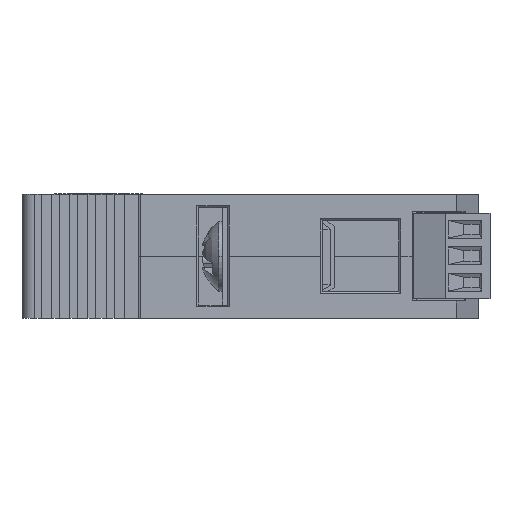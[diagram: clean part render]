
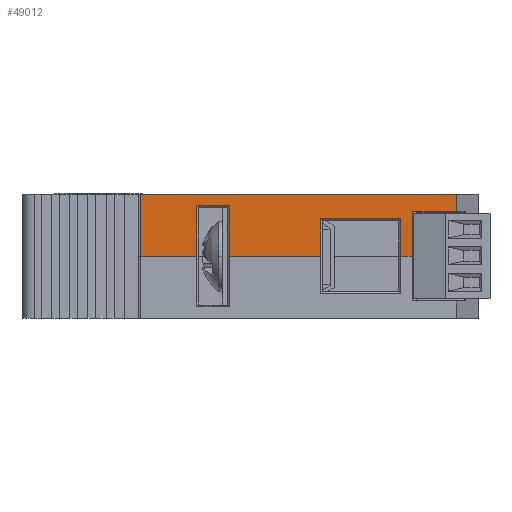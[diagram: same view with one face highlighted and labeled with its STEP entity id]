
A CAD part, left-side view. The second image highlights one B-rep face of the part: STEP entity #49012.
In plain terms, the highlighted planar face has unit normal (-1, 0, 0).
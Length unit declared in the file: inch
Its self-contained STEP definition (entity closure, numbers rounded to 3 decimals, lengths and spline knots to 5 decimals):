
#373 = DIRECTION ( 'NONE',  ( 0., 0., 1. ) ) ;
#503 = AXIS2_PLACEMENT_3D ( 'NONE', #87102, #57201, #79576 ) ;
#1491 = VECTOR ( 'NONE', #62057, 39.37008 ) ;
#3434 = LINE ( 'NONE', #87038, #88127 ) ;
#4600 = PLANE ( 'NONE',  #503 ) ;
#6072 = EDGE_CURVE ( 'NONE', #57878, #20742, #21475, .T. ) ;
#8317 = ORIENTED_EDGE ( 'NONE', *, *, #39081, .T. ) ;
#8346 = DIRECTION ( 'NONE',  ( 0., -1., 0. ) ) ;
#9639 = CARTESIAN_POINT ( 'NONE',  ( -1.76825, 0.961, 0. ) ) ;
#12301 = CARTESIAN_POINT ( 'NONE',  ( -1.76825, 0.6305, 0.28525 ) ) ;
#12469 = VECTOR ( 'NONE', #13239, 39.37008 ) ;
#13162 = DIRECTION ( 'NONE',  ( 0., 0., 1. ) ) ;
#13239 = DIRECTION ( 'NONE',  ( 0., 0., -1. ) ) ;
#15272 = CARTESIAN_POINT ( 'NONE',  ( -1.76825, 0.961, 0. ) ) ;
#15804 = FACE_OUTER_BOUND ( 'NONE', #83319, .T. ) ;
#15878 = LINE ( 'NONE', #66254, #89993 ) ;
#16962 = CARTESIAN_POINT ( 'NONE',  ( -1.76825, 0.4475, 0.35075 ) ) ;
#18521 = VERTEX_POINT ( 'NONE', #30638 ) ;
#19788 = ORIENTED_EDGE ( 'NONE', *, *, #6072, .T. ) ;
#20220 = VECTOR ( 'NONE', #77538, 39.37008 ) ;
#20742 = VERTEX_POINT ( 'NONE', #77363 ) ;
#20905 = DIRECTION ( 'NONE',  ( 0., -1., 0. ) ) ;
#21475 = LINE ( 'NONE', #69960, #1491 ) ;
#21635 = DIRECTION ( 'NONE',  ( 0., 0., -1. ) ) ;
#21982 = CARTESIAN_POINT ( 'NONE',  ( -1.76825, 0.6305, 0. ) ) ;
#22260 = CARTESIAN_POINT ( 'NONE',  ( -1.76825, -0.586, -0.25225 ) ) ;
#23387 = VERTEX_POINT ( 'NONE', #92582 ) ;
#23423 = CARTESIAN_POINT ( 'NONE',  ( -1.76825, -0.068, 0. ) ) ;
#24311 = CARTESIAN_POINT ( 'NONE',  ( -1.76825, -0.068, 0.35075 ) ) ;
#25612 = CARTESIAN_POINT ( 'NONE',  ( -1.76825, 0.961, 0.35075 ) ) ;
#25781 = EDGE_CURVE ( 'NONE', #68941, #44975, #40141, .T. ) ;
#26232 = EDGE_CURVE ( 'NONE', #53765, #57878, #3434, .T. ) ;
#27121 = CARTESIAN_POINT ( 'NONE',  ( -1.76825, 0.951, 0. ) ) ;
#27689 = EDGE_CURVE ( 'NONE', #68941, #18521, #85435, .T. ) ;
#29785 = VECTOR ( 'NONE', #13162, 39.37008 ) ;
#30638 = CARTESIAN_POINT ( 'NONE',  ( -1.76825, -0.836, 0.35075 ) ) ;
#31006 = EDGE_CURVE ( 'NONE', #23387, #72458, #33450, .T. ) ;
#31485 = VECTOR ( 'NONE', #75562, 39.37008 ) ;
#32442 = LINE ( 'NONE', #88501, #12469 ) ;
#33450 = LINE ( 'NONE', #16962, #68729 ) ;
#34458 = DIRECTION ( 'NONE',  ( 0., 0., -1. ) ) ;
#36289 = CARTESIAN_POINT ( 'NONE',  ( -1.76825, -0.836, 0.25275 ) ) ;
#36535 = CARTESIAN_POINT ( 'NONE',  ( -1.76825, -0.5205, 0. ) ) ;
#36690 = CARTESIAN_POINT ( 'NONE',  ( -1.76825, 0.951, 0.35075 ) ) ;
#38105 = ORIENTED_EDGE ( 'NONE', *, *, #25781, .F. ) ;
#38493 = VERTEX_POINT ( 'NONE', #57146 ) ;
#39038 = VECTOR ( 'NONE', #80247, 39.37008 ) ;
#39081 = EDGE_CURVE ( 'NONE', #38493, #53765, #15878, .T. ) ;
#40141 = LINE ( 'NONE', #72668, #39038 ) ;
#40772 = EDGE_CURVE ( 'NONE', #50964, #23387, #94180, .T. ) ;
#42001 = ORIENTED_EDGE ( 'NONE', *, *, #27689, .T. ) ;
#42156 = EDGE_CURVE ( 'NONE', #77723, #88042, #32442, .T. ) ;
#42357 = VECTOR ( 'NONE', #73342, 39.37008 ) ;
#42724 = LINE ( 'NONE', #22260, #55662 ) ;
#44267 = ORIENTED_EDGE ( 'NONE', *, *, #26232, .T. ) ;
#44975 = VERTEX_POINT ( 'NONE', #60014 ) ;
#46295 = EDGE_CURVE ( 'NONE', #64642, #50964, #76823, .T. ) ;
#48038 = ORIENTED_EDGE ( 'NONE', *, *, #42156, .T. ) ;
#49012 = ADVANCED_FACE ( 'NONE', ( #15804 ), #4600, .F. ) ;
#49872 = ORIENTED_EDGE ( 'NONE', *, *, #31006, .T. ) ;
#50964 = VERTEX_POINT ( 'NONE', #12301 ) ;
#53765 = VERTEX_POINT ( 'NONE', #75125 ) ;
#54196 = VECTOR ( 'NONE', #70120, 39.37008 ) ;
#54327 = LINE ( 'NONE', #25612, #20220 ) ;
#54408 = VERTEX_POINT ( 'NONE', #23423 ) ;
#55662 = VECTOR ( 'NONE', #21635, 39.37008 ) ;
#56591 = CARTESIAN_POINT ( 'NONE',  ( -1.76825, 0.4475, 0. ) ) ;
#57146 = CARTESIAN_POINT ( 'NONE',  ( -1.76825, -0.068, 0.2115 ) ) ;
#57201 = DIRECTION ( 'NONE',  ( 1., 0., 0. ) ) ;
#57573 = CARTESIAN_POINT ( 'NONE',  ( -1.76825, 0.961, 0.28525 ) ) ;
#57878 = VERTEX_POINT ( 'NONE', #36535 ) ;
#59936 = ORIENTED_EDGE ( 'NONE', *, *, #46295, .T. ) ;
#60014 = CARTESIAN_POINT ( 'NONE',  ( -1.76825, -0.586, 0.25275 ) ) ;
#60905 = EDGE_CURVE ( 'NONE', #54408, #38493, #89205, .T. ) ;
#62057 = DIRECTION ( 'NONE',  ( 0., -1., 0. ) ) ;
#64642 = VERTEX_POINT ( 'NONE', #21982 ) ;
#66254 = CARTESIAN_POINT ( 'NONE',  ( -1.76825, 0.961, 0.2115 ) ) ;
#68729 = VECTOR ( 'NONE', #77072, 39.37008 ) ;
#68941 = VERTEX_POINT ( 'NONE', #36289 ) ;
#69051 = CARTESIAN_POINT ( 'NONE',  ( -1.76825, -0.836, -0.35075 ) ) ;
#69416 = VECTOR ( 'NONE', #8346, 39.37008 ) ;
#69960 = CARTESIAN_POINT ( 'NONE',  ( -1.76825, 0.961, 0. ) ) ;
#70120 = DIRECTION ( 'NONE',  ( 0., -1., 0. ) ) ;
#72458 = VERTEX_POINT ( 'NONE', #56591 ) ;
#72668 = CARTESIAN_POINT ( 'NONE',  ( -1.76825, -0.586, 0.25275 ) ) ;
#73342 = DIRECTION ( 'NONE',  ( 0., -1., 0. ) ) ;
#73898 = EDGE_CURVE ( 'NONE', #44975, #20742, #42724, .T. ) ;
#74096 = ORIENTED_EDGE ( 'NONE', *, *, #89162, .T. ) ;
#75125 = CARTESIAN_POINT ( 'NONE',  ( -1.76825, -0.5205, 0.2115 ) ) ;
#75243 = ORIENTED_EDGE ( 'NONE', *, *, #60905, .T. ) ;
#75562 = DIRECTION ( 'NONE',  ( 0., 0., 1. ) ) ;
#76823 = LINE ( 'NONE', #87453, #29785 ) ;
#77072 = DIRECTION ( 'NONE',  ( 0., 0., -1. ) ) ;
#77363 = CARTESIAN_POINT ( 'NONE',  ( -1.76825, -0.586, 0. ) ) ;
#77538 = DIRECTION ( 'NONE',  ( 0., -1., 0. ) ) ;
#77723 = VERTEX_POINT ( 'NONE', #36690 ) ;
#79576 = DIRECTION ( 'NONE',  ( 0., 1., 0. ) ) ;
#80247 = DIRECTION ( 'NONE',  ( 0., 1., 0. ) ) ;
#80714 = VECTOR ( 'NONE', #373, 39.37008 ) ;
#80756 = ORIENTED_EDGE ( 'NONE', *, *, #84266, .T. ) ;
#83319 = EDGE_LOOP ( 'NONE', ( #48038, #80756, #59936, #87412, #49872, #74096, #75243, #8317, #44267, #19788, #95424, #38105, #42001, #95533 ) ) ;
#83595 = LINE ( 'NONE', #15272, #69416 ) ;
#84266 = EDGE_CURVE ( 'NONE', #88042, #64642, #87128, .T. ) ;
#85435 = LINE ( 'NONE', #69051, #80714 ) ;
#87038 = CARTESIAN_POINT ( 'NONE',  ( -1.76825, -0.5205, 0.35075 ) ) ;
#87102 = CARTESIAN_POINT ( 'NONE',  ( -1.76825, 0.961, 0.35075 ) ) ;
#87128 = LINE ( 'NONE', #9639, #54196 ) ;
#87412 = ORIENTED_EDGE ( 'NONE', *, *, #40772, .T. ) ;
#87453 = CARTESIAN_POINT ( 'NONE',  ( -1.76825, 0.6305, 0.35075 ) ) ;
#88042 = VERTEX_POINT ( 'NONE', #27121 ) ;
#88127 = VECTOR ( 'NONE', #34458, 39.37008 ) ;
#88501 = CARTESIAN_POINT ( 'NONE',  ( -1.76825, 0.951, 0.35075 ) ) ;
#89162 = EDGE_CURVE ( 'NONE', #72458, #54408, #83595, .T. ) ;
#89205 = LINE ( 'NONE', #24311, #31485 ) ;
#89993 = VECTOR ( 'NONE', #20905, 39.37008 ) ;
#91036 = EDGE_CURVE ( 'NONE', #77723, #18521, #54327, .T. ) ;
#92582 = CARTESIAN_POINT ( 'NONE',  ( -1.76825, 0.4475, 0.28525 ) ) ;
#94180 = LINE ( 'NONE', #57573, #42357 ) ;
#95424 = ORIENTED_EDGE ( 'NONE', *, *, #73898, .F. ) ;
#95533 = ORIENTED_EDGE ( 'NONE', *, *, #91036, .F. ) ;
